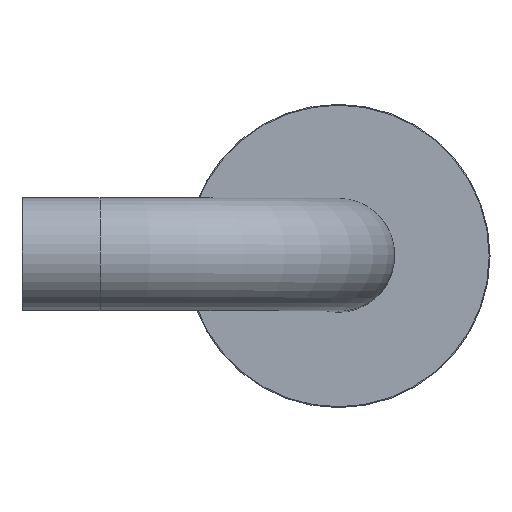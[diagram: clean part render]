
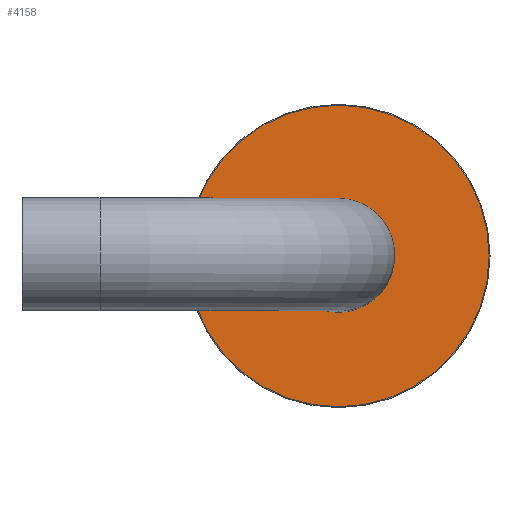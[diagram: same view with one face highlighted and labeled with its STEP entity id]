
A CAD part, top view. The second image highlights one B-rep face of the part: STEP entity #4158.
In plain terms, the highlighted face is planar.
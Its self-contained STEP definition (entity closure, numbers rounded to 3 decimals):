
#1854=ORIENTED_EDGE('',*,*,#2465,.T.);
#1855=ORIENTED_EDGE('',*,*,#2460,.F.);
#2460=EDGE_CURVE('',#2859,#2859,#3101,.T.);
#2465=EDGE_CURVE('',#2864,#2864,#3106,.T.);
#2859=VERTEX_POINT('',#7450);
#2864=VERTEX_POINT('',#7463);
#3101=CIRCLE('',#4852,11.);
#3106=CIRCLE('',#4860,34.8);
#3404=EDGE_LOOP('',(#1854));
#3405=EDGE_LOOP('',(#1855));
#3740=FACE_BOUND('',#3404,.T.);
#3741=FACE_BOUND('',#3405,.T.);
#3936=PLANE('',#4859);
#4158=ADVANCED_FACE('',(#3740,#3741),#3936,.T.);
#4852=AXIS2_PLACEMENT_3D('',#7449,#6055,#6056);
#4859=AXIS2_PLACEMENT_3D('',#7461,#6069,#6070);
#4860=AXIS2_PLACEMENT_3D('',#7462,#6071,#6072);
#6055=DIRECTION('',(0.,0.,-1.));
#6056=DIRECTION('',(1.,0.,0.));
#6069=DIRECTION('',(0.,0.,-1.));
#6070=DIRECTION('',(-1.,0.,0.));
#6071=DIRECTION('',(0.,0.,-1.));
#6072=DIRECTION('',(-1.,0.,0.));
#7449=CARTESIAN_POINT('',(0.,0.,0.));
#7450=CARTESIAN_POINT('',(11.,0.,0.));
#7461=CARTESIAN_POINT('',(0.,0.,0.));
#7462=CARTESIAN_POINT('',(0.,0.,0.));
#7463=CARTESIAN_POINT('',(-34.8,0.,0.));
